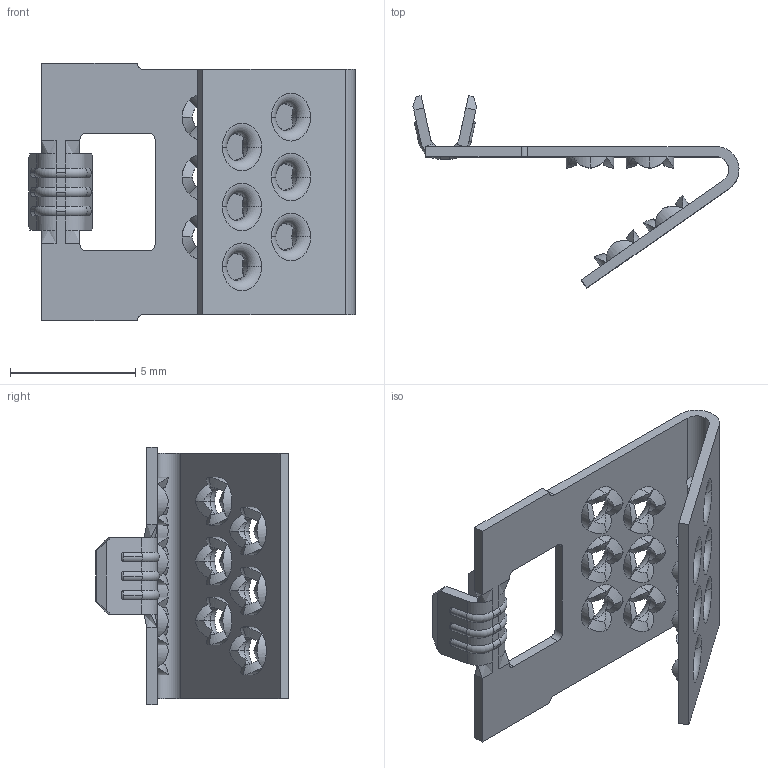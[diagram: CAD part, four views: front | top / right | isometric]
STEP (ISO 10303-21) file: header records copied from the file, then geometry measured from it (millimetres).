
FILE_DESCRIPTION (( 'STEP AP203' ), '1' );
FILE_NAME ('51608.STEP', '2015-02-24T14:25:29', ( '' ), ( '' ), 'SwSTEP 2.0', 'SolidWorks 2014', '' );
FILE_SCHEMA (( 'CONFIG_CONTROL_DESIGN' ));
Length unit declared in the file: inch
Products named in the file (1): 51608
Bounding box: 13 x 7.69 x 10.29 mm (x, y, z)
Volume: 79.9 mm3; surface area: 456.4 mm2
Topology: 1 solids, 1 shells, 396 faces, 882 edges, 486 vertices
Faces by surface type: cylinder 261, plane 75, torus 36, bspline 12, cone 12
Entity records: 11549 total; most frequent: CARTESIAN_POINT 3269, ORIENTED_EDGE 1764, DIRECTION 1628, EDGE_CURVE 882, AXIS2_PLACEMENT_3D 657, VERTEX_POINT 486, EDGE_LOOP 420, FACE_OUTER_BOUND 396
